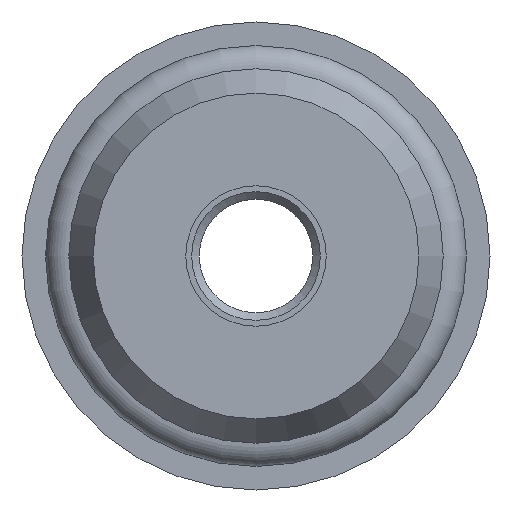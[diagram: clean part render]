
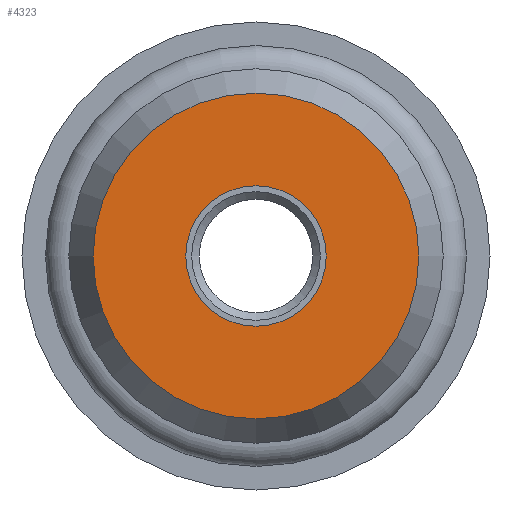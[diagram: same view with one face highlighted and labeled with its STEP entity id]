
A CAD part, front view. The second image highlights one B-rep face of the part: STEP entity #4323.
In plain terms, the highlighted planar face has unit normal (0, -1, 0).
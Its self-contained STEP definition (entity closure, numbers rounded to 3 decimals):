
#73=CIRCLE('',#4464,3.);
#74=CIRCLE('',#4465,6.961);
#171=PLANE('',#4463);
#1332=ORIENTED_EDGE('',*,*,#1913,.F.);
#1333=ORIENTED_EDGE('',*,*,#1914,.T.);
#1913=EDGE_CURVE('',#2205,#2205,#73,.T.);
#1914=EDGE_CURVE('',#2206,#2206,#74,.T.);
#2205=VERTEX_POINT('',#10175);
#2206=VERTEX_POINT('',#10177);
#2540=EDGE_LOOP('',(#1332));
#2541=EDGE_LOOP('',(#1333));
#2764=FACE_BOUND('',#2540,.T.);
#2765=FACE_BOUND('',#2541,.T.);
#4323=ADVANCED_FACE('',(#2764,#2765),#171,.T.);
#4463=AXIS2_PLACEMENT_3D('',#10173,#4964,#4965);
#4464=AXIS2_PLACEMENT_3D('',#10174,#4966,#4967);
#4465=AXIS2_PLACEMENT_3D('',#10176,#4968,#4969);
#4964=DIRECTION('',(0.,-1.,0.));
#4965=DIRECTION('',(0.,0.,-1.));
#4966=DIRECTION('',(0.,-1.,0.));
#4967=DIRECTION('',(0.,0.,-1.));
#4968=DIRECTION('',(0.,-1.,0.));
#4969=DIRECTION('',(0.,0.,-1.));
#10173=CARTESIAN_POINT('',(0.,0.,0.));
#10174=CARTESIAN_POINT('',(0.,0.,0.));
#10175=CARTESIAN_POINT('',(0.,0.,-3.));
#10176=CARTESIAN_POINT('',(0.,0.,0.));
#10177=CARTESIAN_POINT('',(0.,0.,-6.961));
